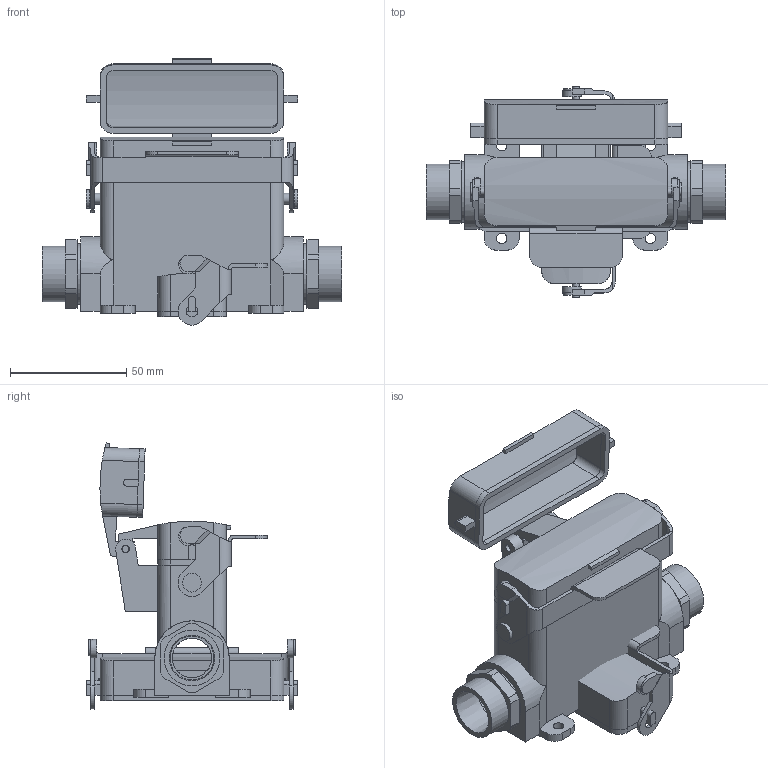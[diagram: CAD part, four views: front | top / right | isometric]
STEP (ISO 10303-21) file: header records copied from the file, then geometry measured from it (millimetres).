
FILE_DESCRIPTION( ( 'Unknown' ), '1' );
FILE_NAME( 'H_A_16_SDRL_LB_NPT_12_ASM.stp', 'Unknown', ( 'Unknown' ), ( 'Unknown' ), 'PSStep 11.0', 'Unknown', ' ' );
FILE_SCHEMA( ( 'AUTOMOTIVE_DESIGN { 1 0 10303 214 1 1 1 1 }' ) );
Length unit declared in the file: millimetre
Products named in the file (4): Assem1; H_A_16_DECKEL; H_A_16_LB_C; H_A_16_SDRL_LB_NPT_12
Bounding box: 129 x 91 x 114.55 mm (x, y, z)
Volume: 195514 mm3; surface area: 125911.2 mm2
Topology: 7 solids, 7 shells, 620 faces, 1668 edges, 1106 vertices
Faces by surface type: plane 394, cylinder 222, cone 4
Full cylindrical faces by diameter (mm): 2.459 x8, 3 x6, 3.2 x4, 4.5 x8, 4.7 x4, 5 x4, 8 x8, 17 x4, 18.923 x4, 24 x4, 26 x4
Entity records: 11059 total; most frequent: CARTESIAN_POINT 1837, DIRECTION 1446, ORIENTED_EDGE 1396, EDGE_CURVE 698, AXIS2_PLACEMENT_3D 485, VERTEX_POINT 476, LINE 476, VECTOR 476
